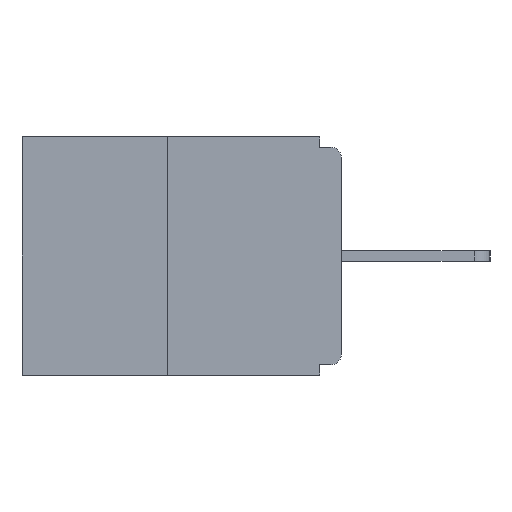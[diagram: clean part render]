
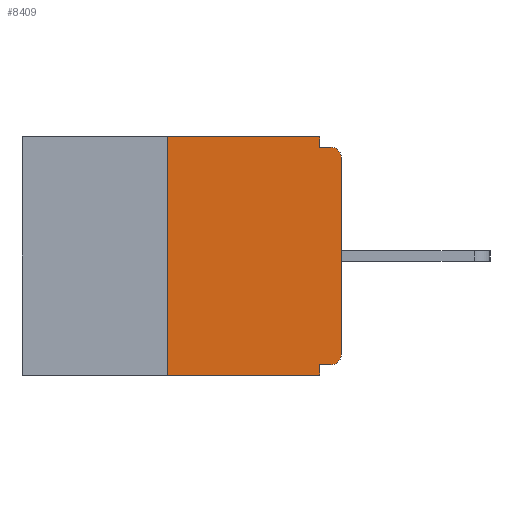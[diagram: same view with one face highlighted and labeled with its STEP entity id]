
A CAD part, left-side view. The second image highlights one B-rep face of the part: STEP entity #8409.
In plain terms, the highlighted planar face has unit normal (-1, 0, 0).
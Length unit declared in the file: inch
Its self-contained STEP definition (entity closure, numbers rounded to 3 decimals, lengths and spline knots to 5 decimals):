
#76 = CARTESIAN_POINT ( 'NONE',  ( 0., 0.46, 0. ) ) ;
#141 = ORIENTED_EDGE ( 'NONE', *, *, #12648, .F. ) ;
#253 = AXIS2_PLACEMENT_3D ( 'NONE', #10437, #5297, #4491 ) ;
#440 = EDGE_CURVE ( 'NONE', #4762, #4086, #9967, .T. ) ;
#498 = VERTEX_POINT ( 'NONE', #12479 ) ;
#775 = ORIENTED_EDGE ( 'NONE', *, *, #440, .T. ) ;
#831 = EDGE_LOOP ( 'NONE', ( #11188, #141, #2530, #11479, #9023, #1739, #5696, #775, #8552, #9876 ) ) ;
#889 = CARTESIAN_POINT ( 'NONE',  ( 0., 0.46, -0.343 ) ) ;
#948 = LINE ( 'NONE', #4979, #8838 ) ;
#1233 = VECTOR ( 'NONE', #2109, 39.37008 ) ;
#1477 = VECTOR ( 'NONE', #6800, 39.37008 ) ;
#1739 = ORIENTED_EDGE ( 'NONE', *, *, #11976, .T. ) ;
#1835 = VECTOR ( 'NONE', #9705, 39.37008 ) ;
#2109 = DIRECTION ( 'NONE',  ( 0., 1., 0. ) ) ;
#2221 = VERTEX_POINT ( 'NONE', #11324 ) ;
#2230 = EDGE_CURVE ( 'NONE', #12719, #7629, #3176, .T. ) ;
#2530 = ORIENTED_EDGE ( 'NONE', *, *, #4206, .T. ) ;
#2862 = DIRECTION ( 'NONE',  ( 0., -1., 0. ) ) ;
#3176 = LINE ( 'NONE', #4223, #1233 ) ;
#3239 = EDGE_CURVE ( 'NONE', #4103, #498, #4385, .T. ) ;
#3249 = CARTESIAN_POINT ( 'NONE',  ( 0., 0.25, 0. ) ) ;
#3358 = CARTESIAN_POINT ( 'NONE',  ( 0., 0.031, -0.328 ) ) ;
#3708 = CARTESIAN_POINT ( 'NONE',  ( 0., 0.015, -0.328 ) ) ;
#4028 = VERTEX_POINT ( 'NONE', #3249 ) ;
#4086 = VERTEX_POINT ( 'NONE', #8483 ) ;
#4103 = VERTEX_POINT ( 'NONE', #5857 ) ;
#4111 = DIRECTION ( 'NONE',  ( 1., 0., 0. ) ) ;
#4206 = EDGE_CURVE ( 'NONE', #8244, #9456, #11931, .T. ) ;
#4223 = CARTESIAN_POINT ( 'NONE',  ( 0., 0., -0.328 ) ) ;
#4385 = LINE ( 'NONE', #6651, #5113 ) ;
#4491 = DIRECTION ( 'NONE',  ( 0., 0., -1. ) ) ;
#4567 = EDGE_CURVE ( 'NONE', #2221, #4762, #11977, .T. ) ;
#4762 = VERTEX_POINT ( 'NONE', #5112 ) ;
#4979 = CARTESIAN_POINT ( 'NONE',  ( 0., 0.031, -0.343 ) ) ;
#5112 = CARTESIAN_POINT ( 'NONE',  ( 0., 0., -0.03 ) ) ;
#5113 = VECTOR ( 'NONE', #10659, 39.37008 ) ;
#5114 = AXIS2_PLACEMENT_3D ( 'NONE', #76, #4111, #8181 ) ;
#5297 = DIRECTION ( 'NONE',  ( -1., 0., 0. ) ) ;
#5542 = CARTESIAN_POINT ( 'NONE',  ( 0., 0.46, 0. ) ) ;
#5696 = ORIENTED_EDGE ( 'NONE', *, *, #4567, .T. ) ;
#5857 = CARTESIAN_POINT ( 'NONE',  ( 0., 0.031, 0. ) ) ;
#6055 = FACE_OUTER_BOUND ( 'NONE', #831, .T. ) ;
#6457 = EDGE_CURVE ( 'NONE', #4028, #4103, #7548, .T. ) ;
#6651 = CARTESIAN_POINT ( 'NONE',  ( 0., 0.031, 0. ) ) ;
#6800 = DIRECTION ( 'NONE',  ( 0., 0., 1. ) ) ;
#6925 = CARTESIAN_POINT ( 'NONE',  ( 0., 0., 0. ) ) ;
#6980 = AXIS2_PLACEMENT_3D ( 'NONE', #10433, #9440, #8290 ) ;
#7219 = CARTESIAN_POINT ( 'NONE',  ( 0., 0.031, -0.343 ) ) ;
#7548 = LINE ( 'NONE', #5542, #11227 ) ;
#7629 = VERTEX_POINT ( 'NONE', #3358 ) ;
#8181 = DIRECTION ( 'NONE',  ( 0., 0., -1. ) ) ;
#8244 = VERTEX_POINT ( 'NONE', #8900 ) ;
#8290 = DIRECTION ( 'NONE',  ( 0., 0., -1. ) ) ;
#8409 = ADVANCED_FACE ( 'NONE', ( #6055 ), #10142, .F. ) ;
#8433 = VECTOR ( 'NONE', #11606, 39.37008 ) ;
#8483 = CARTESIAN_POINT ( 'NONE',  ( 0., 0.015, -0.015 ) ) ;
#8552 = ORIENTED_EDGE ( 'NONE', *, *, #10491, .F. ) ;
#8672 = LINE ( 'NONE', #11755, #1835 ) ;
#8838 = VECTOR ( 'NONE', #10862, 39.37008 ) ;
#8900 = CARTESIAN_POINT ( 'NONE',  ( 0., 0.25, -0.343 ) ) ;
#9023 = ORIENTED_EDGE ( 'NONE', *, *, #2230, .F. ) ;
#9440 = DIRECTION ( 'NONE',  ( -1., 0., 0. ) ) ;
#9456 = VERTEX_POINT ( 'NONE', #7219 ) ;
#9702 = VECTOR ( 'NONE', #2862, 39.37008 ) ;
#9705 = DIRECTION ( 'NONE',  ( 0., -1., 0. ) ) ;
#9876 = ORIENTED_EDGE ( 'NONE', *, *, #3239, .F. ) ;
#9967 = CIRCLE ( 'NONE', #253, 0.015 ) ;
#10142 = PLANE ( 'NONE',  #5114 ) ;
#10433 = CARTESIAN_POINT ( 'NONE',  ( 0., 0.015, -0.313 ) ) ;
#10437 = CARTESIAN_POINT ( 'NONE',  ( 0., 0.015, -0.03 ) ) ;
#10491 = EDGE_CURVE ( 'NONE', #498, #4086, #8672, .T. ) ;
#10659 = DIRECTION ( 'NONE',  ( 0., 0., -1. ) ) ;
#10862 = DIRECTION ( 'NONE',  ( 0., 0., -1. ) ) ;
#11188 = ORIENTED_EDGE ( 'NONE', *, *, #6457, .F. ) ;
#11202 = CIRCLE ( 'NONE', #6980, 0.015 ) ;
#11227 = VECTOR ( 'NONE', #11550, 39.37008 ) ;
#11324 = CARTESIAN_POINT ( 'NONE',  ( 0., 0., -0.313 ) ) ;
#11479 = ORIENTED_EDGE ( 'NONE', *, *, #12766, .F. ) ;
#11550 = DIRECTION ( 'NONE',  ( 0., -1., 0. ) ) ;
#11606 = DIRECTION ( 'NONE',  ( 0., 0., 1. ) ) ;
#11670 = CARTESIAN_POINT ( 'NONE',  ( 0., 0.25, 0. ) ) ;
#11755 = CARTESIAN_POINT ( 'NONE',  ( 0., 0., -0.015 ) ) ;
#11931 = LINE ( 'NONE', #889, #9702 ) ;
#11976 = EDGE_CURVE ( 'NONE', #12719, #2221, #11202, .T. ) ;
#11977 = LINE ( 'NONE', #6925, #1477 ) ;
#12457 = LINE ( 'NONE', #11670, #8433 ) ;
#12479 = CARTESIAN_POINT ( 'NONE',  ( 0., 0.031, -0.015 ) ) ;
#12648 = EDGE_CURVE ( 'NONE', #8244, #4028, #12457, .T. ) ;
#12719 = VERTEX_POINT ( 'NONE', #3708 ) ;
#12766 = EDGE_CURVE ( 'NONE', #7629, #9456, #948, .T. ) ;
